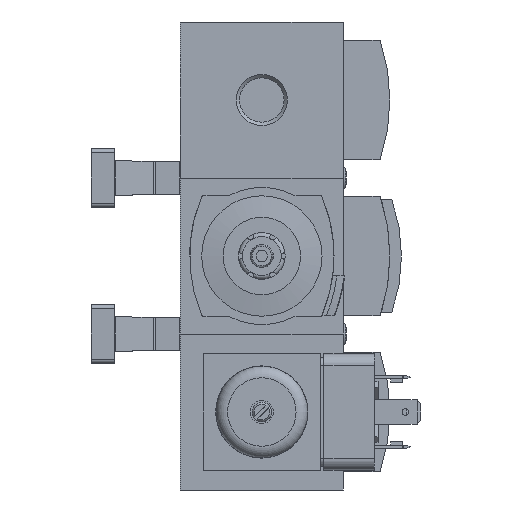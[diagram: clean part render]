
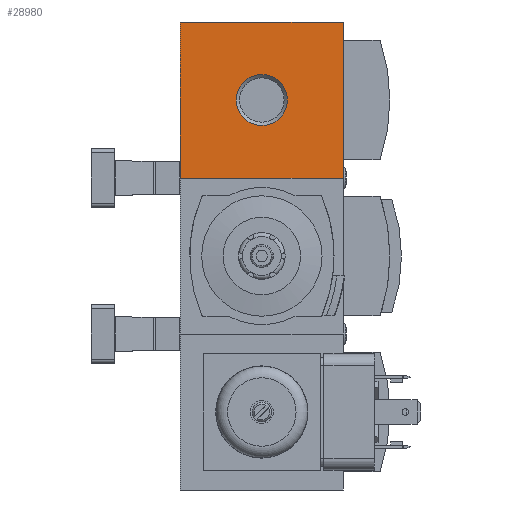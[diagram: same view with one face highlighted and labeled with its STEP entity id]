
A CAD part, front view. The second image highlights one B-rep face of the part: STEP entity #28980.
In plain terms, the highlighted planar face has unit normal (0, -1, 0).
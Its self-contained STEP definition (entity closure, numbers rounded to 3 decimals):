
#322=PLANE('',#30408);
#1227=LINE('',#39082,#3772);
#1333=LINE('',#39304,#3878);
#1348=LINE('',#39342,#3893);
#1418=LINE('',#39590,#3963);
#3772=VECTOR('',#32354,1000.);
#3878=VECTOR('',#32526,1000.);
#3893=VECTOR('',#32555,1000.);
#3963=VECTOR('',#32755,1000.);
#6972=ORIENTED_EDGE('',*,*,#13609,.F.);
#6973=ORIENTED_EDGE('',*,*,#13211,.F.);
#6974=ORIENTED_EDGE('',*,*,#13325,.F.);
#6975=ORIENTED_EDGE('',*,*,#13466,.F.);
#6976=ORIENTED_EDGE('',*,*,#13345,.F.);
#13211=EDGE_CURVE('',#16602,#16603,#1227,.T.);
#13325=EDGE_CURVE('',#16685,#16602,#1333,.T.);
#13345=EDGE_CURVE('',#16603,#16702,#1348,.T.);
#13466=EDGE_CURVE('',#16702,#16685,#1418,.T.);
#13609=EDGE_CURVE('',#16929,#16929,#18923,.T.);
#16602=VERTEX_POINT('',#39081);
#16603=VERTEX_POINT('',#39083);
#16685=VERTEX_POINT('',#39303);
#16702=VERTEX_POINT('',#39343);
#16929=VERTEX_POINT('',#39874);
#18923=CIRCLE('',#30409,6.579);
#19602=EDGE_LOOP('',(#6972));
#19603=EDGE_LOOP('',(#6973,#6974,#6975,#6976));
#21104=FACE_BOUND('',#19602,.T.);
#21105=FACE_BOUND('',#19603,.T.);
#28980=ADVANCED_FACE('',(#21104,#21105),#322,.F.);
#30408=AXIS2_PLACEMENT_3D('',#39872,#32986,#32987);
#30409=AXIS2_PLACEMENT_3D('',#39873,#32988,#32989);
#32354=DIRECTION('',(0.,0.,1.));
#32526=DIRECTION('',(-1.,0.,0.));
#32555=DIRECTION('',(1.,0.,0.));
#32755=DIRECTION('',(0.,0.,-1.));
#32986=DIRECTION('',(0.,1.,0.));
#32987=DIRECTION('',(0.,0.,1.));
#32988=DIRECTION('',(0.,-1.,0.));
#32989=DIRECTION('',(0.,0.,-1.));
#39081=CARTESIAN_POINT('',(-21.,-31.5,-20.1));
#39082=CARTESIAN_POINT('',(-21.,-31.5,-20.1));
#39083=CARTESIAN_POINT('',(-21.,-31.5,20.1));
#39303=CARTESIAN_POINT('',(21.,-31.5,-20.1));
#39304=CARTESIAN_POINT('',(21.,-31.5,-20.1));
#39342=CARTESIAN_POINT('',(-21.,-31.5,20.1));
#39343=CARTESIAN_POINT('',(21.,-31.5,20.1));
#39590=CARTESIAN_POINT('',(21.,-31.5,20.1));
#39872=CARTESIAN_POINT('',(0.,-31.5,0.));
#39873=CARTESIAN_POINT('',(0.,-31.5,0.));
#39874=CARTESIAN_POINT('',(0.,-31.5,-6.579));
